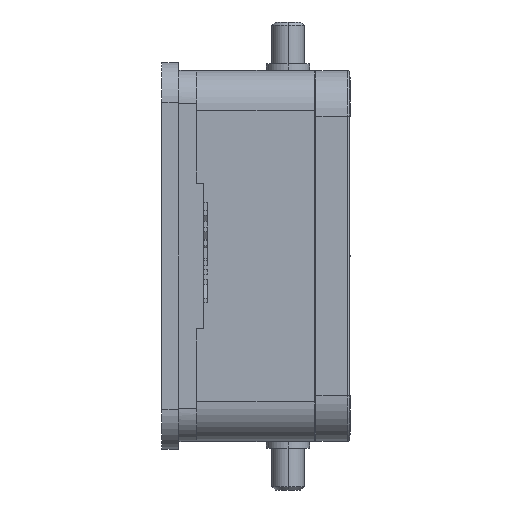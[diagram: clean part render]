
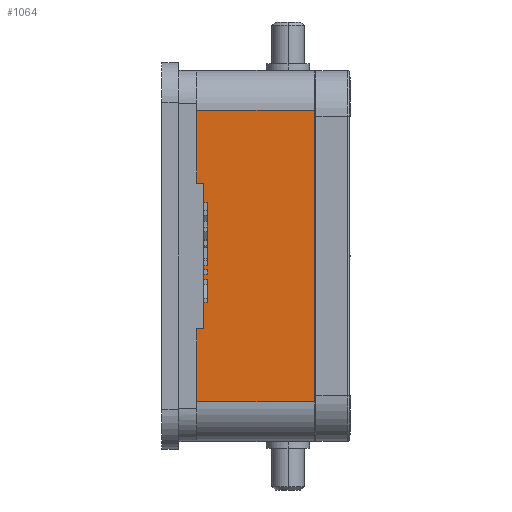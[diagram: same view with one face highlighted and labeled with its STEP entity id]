
A CAD part, left-side view. The second image highlights one B-rep face of the part: STEP entity #1064.
In plain terms, the highlighted planar face has unit normal (-1, 0, 0).
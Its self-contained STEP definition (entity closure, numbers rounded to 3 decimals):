
#402=FACE_OUTER_BOUND('',#1846,.T.);
#1064=ADVANCED_FACE('NONE',(#402),#1299,.T.);
#1299=PLANE('',#6780);
#1846=EDGE_LOOP('',(#3094,#3095,#3096,#3097,#3098,#3099,#3100,#3101));
#3094=ORIENTED_EDGE('',*,*,#5081,.T.);
#3095=ORIENTED_EDGE('',*,*,#4410,.F.);
#3096=ORIENTED_EDGE('',*,*,#5080,.T.);
#3097=ORIENTED_EDGE('',*,*,#5084,.T.);
#3098=ORIENTED_EDGE('',*,*,#5085,.F.);
#3099=ORIENTED_EDGE('',*,*,#4966,.T.);
#3100=ORIENTED_EDGE('',*,*,#5086,.F.);
#3101=ORIENTED_EDGE('',*,*,#5087,.T.);
#3824=VERTEX_POINT('',#8813);
#3825=VERTEX_POINT('',#8815);
#4229=VERTEX_POINT('',#10209);
#4231=VERTEX_POINT('',#10213);
#4284=VERTEX_POINT('',#10471);
#4285=VERTEX_POINT('',#10475);
#4287=VERTEX_POINT('',#10481);
#4288=VERTEX_POINT('',#10484);
#4410=EDGE_CURVE('NONE',#3824,#3825,#5319,.T.);
#4966=EDGE_CURVE('NONE',#4229,#4231,#5585,.T.);
#5080=EDGE_CURVE('NONE',#3824,#4284,#5662,.T.);
#5081=EDGE_CURVE('NONE',#4285,#3825,#5663,.T.);
#5084=EDGE_CURVE('NONE',#4284,#4287,#5666,.T.);
#5085=EDGE_CURVE('NONE',#4229,#4287,#5667,.T.);
#5086=EDGE_CURVE('NONE',#4288,#4231,#5668,.T.);
#5087=EDGE_CURVE('NONE',#4288,#4285,#5669,.T.);
#5319=LINE('',#8814,#5809);
#5585=LINE('',#10214,#6075);
#5662=LINE('',#10472,#6152);
#5663=LINE('',#10474,#6153);
#5666=LINE('',#10480,#6156);
#5667=LINE('',#10482,#6157);
#5668=LINE('',#10483,#6158);
#5669=LINE('',#10485,#6159);
#5809=VECTOR('',#6975,1.);
#6075=VECTOR('',#8055,1.);
#6152=VECTOR('',#8276,1.);
#6153=VECTOR('',#8279,1.);
#6156=VECTOR('',#8284,1.);
#6157=VECTOR('',#8285,1.);
#6158=VECTOR('',#8286,1.);
#6159=VECTOR('',#8287,1.);
#6780=AXIS2_PLACEMENT_3D('',#10486,#8288,#8289);
#6975=DIRECTION('',(0.,0.,1.));
#8055=DIRECTION('',(0.,0.,1.));
#8276=DIRECTION('',(0.,1.,0.));
#8279=DIRECTION('',(0.,-1.,0.));
#8284=DIRECTION('',(0.,0.,-1.));
#8285=DIRECTION('',(0.,1.,0.));
#8286=DIRECTION('',(0.,-1.,0.));
#8287=DIRECTION('',(0.,0.,-1.));
#8288=DIRECTION('',(-1.,0.,0.));
#8289=DIRECTION('',(0.,0.,1.));
#8813=CARTESIAN_POINT('',(-41.,-1.1,-11.));
#8814=CARTESIAN_POINT('',(-41.,-1.1,0.));
#8815=CARTESIAN_POINT('',(-41.,-1.1,11.));
#10209=CARTESIAN_POINT('',(-41.,-17.78,-22.));
#10213=CARTESIAN_POINT('',(-41.,-17.78,22.));
#10214=CARTESIAN_POINT('',(-41.,-17.78,28.));
#10471=CARTESIAN_POINT('',(-41.,0.,-11.));
#10472=CARTESIAN_POINT('',(-41.,0.,-11.));
#10474=CARTESIAN_POINT('',(-41.,0.,11.));
#10475=CARTESIAN_POINT('',(-41.,0.,11.));
#10480=CARTESIAN_POINT('',(-41.,0.,0.));
#10481=CARTESIAN_POINT('',(-41.,0.,-22.));
#10482=CARTESIAN_POINT('',(-41.,-18.017,-22.));
#10483=CARTESIAN_POINT('',(-41.,-18.002,22.));
#10484=CARTESIAN_POINT('',(-41.,0.,22.));
#10485=CARTESIAN_POINT('',(-41.,0.,0.));
#10486=CARTESIAN_POINT('',(-41.,0.,28.));
